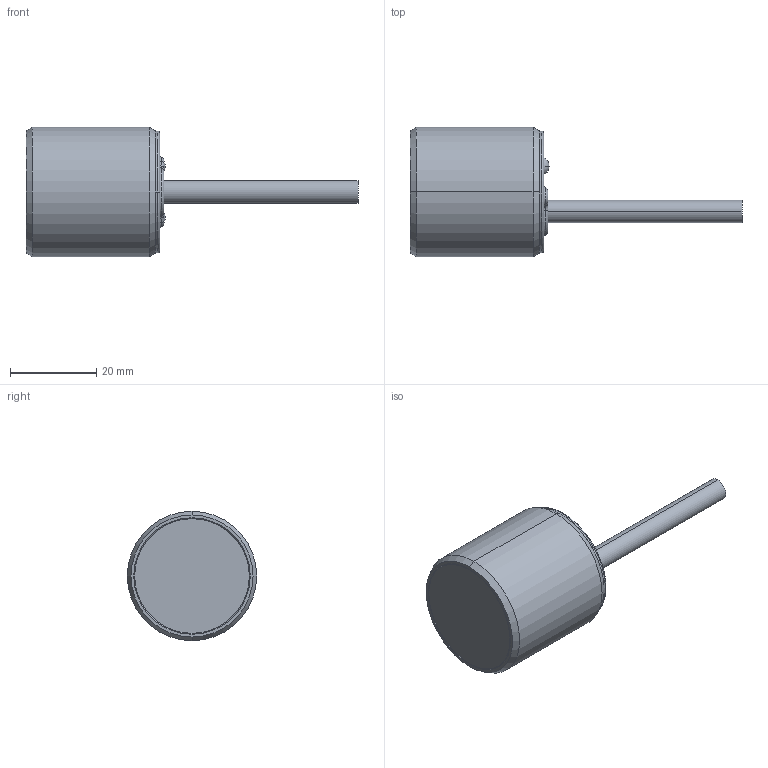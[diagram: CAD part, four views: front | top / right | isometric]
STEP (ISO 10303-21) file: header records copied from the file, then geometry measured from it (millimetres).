
FILE_DESCRIPTION((''),'2;1');
FILE_NAME('SHORT_FLUSH_CABLE_ASM','2018-05-23T',('Eric.Zhang'),(''),'PRO/ENGINEER BY PARAMETRIC TECHNOLOGY CORPORATION, 2007450','PRO/ENGINEER BY PARAMETRIC TECHNOLOGY CORPORATION, 2007450','');
FILE_SCHEMA(('AUTOMOTIVE_DESIGN_CC2 { 1 2 10303 214 -1 1 5 2 }'));
Length unit declared in the file: millimetre
Products named in the file (11): 84-107; 1402163; 31828; 93-097; SHORT_FLUSH_CABLE_PCB; 57-256; 88-024; 92-365; 93-257; COMPOUND_SFC; SHORT_FLUSH_CABLE_ASM
Assembly tree (11 placements, depth 2):
  SHORT_FLUSH_CABLE_ASM
    84-107
    1402163
    31828
    93-097
    SHORT_FLUSH_CABLE_PCB
    57-256
    88-024
    92-365  x2
    93-257
    COMPOUND_SFC
Bounding box: 77 x 30 x 30 mm (x, y, z)
Volume: 24936.5 mm3; surface area: 22089.7 mm2
Topology: 12 solids, 12 shells, 511 faces, 1275 edges, 796 vertices
Faces by surface type: plane 174, cylinder 169, torus 84, cone 52, bspline 24, sphere 8
Entity records: 22184 total; most frequent: CARTESIAN_POINT 7762, DIRECTION 2536, ORIENTED_EDGE 2498, EDGE_CURVE 1249, AXIS2_PLACEMENT_3D 995, VERTEX_POINT 783, PRESENTATION_STYLE_ASSIGNMENT 761, STYLED_ITEM 761
